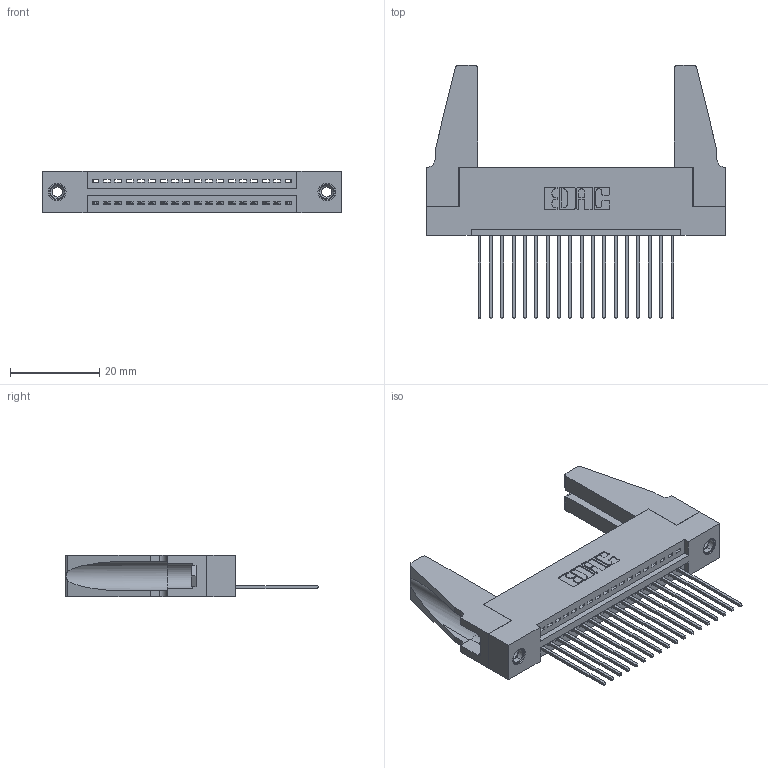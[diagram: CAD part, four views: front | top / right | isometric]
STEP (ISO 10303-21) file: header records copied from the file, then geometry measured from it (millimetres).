
FILE_DESCRIPTION (( 'STEP AP203' ), '1' );
FILE_NAME ('345-018-541-188.STEP', '2019-10-04T17:37:14', ( '' ), ( '' ), 'SwSTEP 2.0', 'SolidWorks 2016', '' );
FILE_SCHEMA (( 'CONFIG_CONTROL_DESIGN' ));
Length unit declared in the file: inch
Products named in the file (5): 345-018-541-188; 345-292-001_345-293-141; 345-250-001_345-250-001-102; 345-220-078_345-220-088; 345 Part_Flush Mounting Lugs - 0.156 Dia-TH
Assembly tree (23 placements, depth 2):
  345-018-541-188
    345 Part_Flush Mounting Lugs - 0.156 Dia-TH
    345-292-001_345-293-141  x18
    345-250-001_345-250-001-102  x2
    345-220-078_345-220-088  x2
Bounding box: 66.95 x 56.82 x 9.4 mm (x, y, z)
Volume: 9474.7 mm3; surface area: 11421.3 mm2
Topology: 23 solids, 23 shells, 1294 faces, 3823 edges, 2514 vertices
Faces by surface type: plane 872, cylinder 406, cone 12, torus 4
Entity records: 18944 total; most frequent: CARTESIAN_POINT 3272, ORIENTED_EDGE 3184, DIRECTION 2900, EDGE_CURVE 1592, LINE 1346, VECTOR 1346, VERTEX_POINT 1054, AXIS2_PLACEMENT_3D 777
